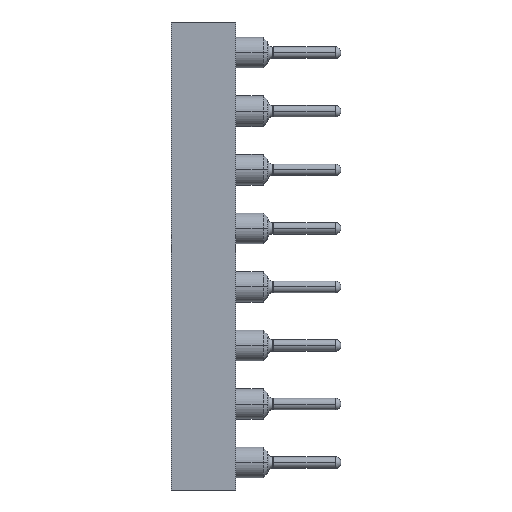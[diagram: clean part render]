
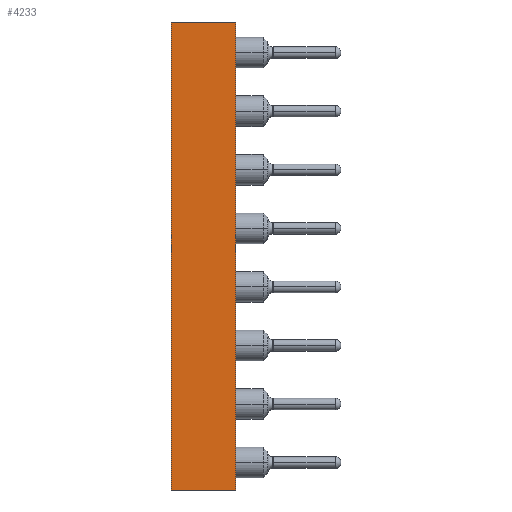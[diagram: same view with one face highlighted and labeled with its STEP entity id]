
A CAD part, left-side view. The second image highlights one B-rep face of the part: STEP entity #4233.
In plain terms, the highlighted planar face has unit normal (-1, 0, 0).
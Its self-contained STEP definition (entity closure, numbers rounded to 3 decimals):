
#4233=ADVANCED_FACE('',(#10147),#10148,.T.);
#4477=VERTEX_POINT('',#10418);
#4987=VERTEX_POINT('',#10993);
#5069=EDGE_CURVE('',#4477,#8171,#11082,.T.);
#5399=VERTEX_POINT('',#11446);
#5927=EDGE_CURVE('',#8171,#4987,#12033,.T.);
#6965=EDGE_CURVE('',#5399,#4987,#13222,.T.);
#7525=EDGE_CURVE('',#5399,#4477,#13863,.T.);
#8171=VERTEX_POINT('',#14601);
#10147=FACE_OUTER_BOUND('',#17106,.T.);
#10148=PLANE('',#17107);
#10418=CARTESIAN_POINT('',(-5.05,0.,-10.15));
#10993=CARTESIAN_POINT('',(-5.05,2.8,10.15));
#11082=LINE('',#18300,#18301);
#11446=CARTESIAN_POINT('',(-5.05,2.8,-10.15));
#12033=LINE('',#19547,#19548);
#13222=LINE('',#21088,#21089);
#13863=LINE('',#21916,#21917);
#14601=CARTESIAN_POINT('',(-5.05,0.,10.15));
#17106=EDGE_LOOP('',(#25470,#25471,#25472,#25473));
#17107=AXIS2_PLACEMENT_3D('',#25474,#25475,#25476);
#18300=CARTESIAN_POINT('',(-5.05,0.,-10.15));
#18301=VECTOR('',#26655,1.0);
#19547=CARTESIAN_POINT('',(-5.05,2.8,10.15));
#19548=VECTOR('',#27874,1.0);
#21088=CARTESIAN_POINT('',(-5.05,2.8,-10.15));
#21089=VECTOR('',#29441,1.0);
#21916=CARTESIAN_POINT('',(-5.05,2.8,-10.15));
#21917=VECTOR('',#30363,1.0);
#25470=ORIENTED_EDGE('',*,*,#5927,.T.);
#25471=ORIENTED_EDGE('',*,*,#6965,.F.);
#25472=ORIENTED_EDGE('',*,*,#7525,.T.);
#25473=ORIENTED_EDGE('',*,*,#5069,.T.);
#25474=CARTESIAN_POINT('',(-5.05,0.,-10.15));
#25475=DIRECTION('',(-1.0,0.0,0.0));
#25476=DIRECTION('',(0.0,-1.0,0.0));
#26655=DIRECTION('',(0.0,0.0,1.0));
#27874=DIRECTION('',(0.0,1.0,0.0));
#29441=DIRECTION('',(0.0,0.0,1.0));
#30363=DIRECTION('',(0.0,-1.0,0.0));
